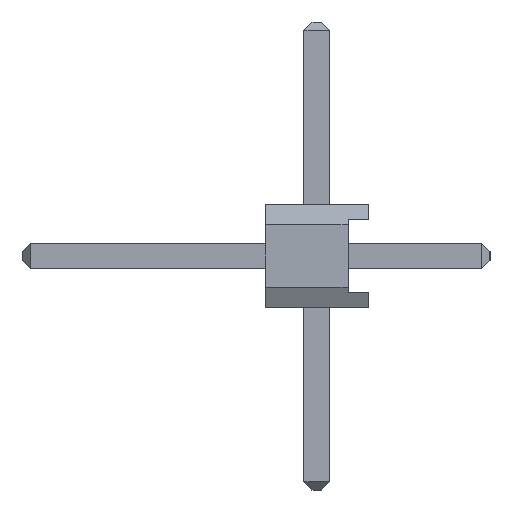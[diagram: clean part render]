
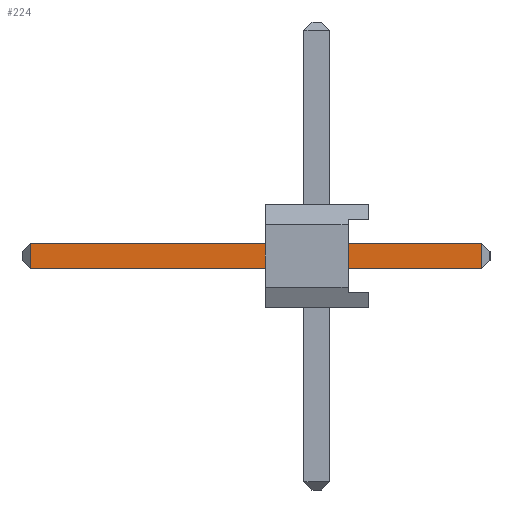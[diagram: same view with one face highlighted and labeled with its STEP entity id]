
A CAD part, left-side view. The second image highlights one B-rep face of the part: STEP entity #224.
In plain terms, the highlighted planar face has unit normal (-1, 0, 0).
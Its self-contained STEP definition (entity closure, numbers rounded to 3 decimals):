
#224 = ADVANCED_FACE( '', ( #589 ), #590, .F. );
#589 = FACE_OUTER_BOUND( '', #1115, .T. );
#590 = PLANE( '', #1116 );
#1115 = EDGE_LOOP( '', ( #1733, #1734, #1735, #1736 ) );
#1116 = AXIS2_PLACEMENT_3D( '', #1737, #1738, #1739 );
#1733 = ORIENTED_EDGE( '', *, *, #3224, .T. );
#1734 = ORIENTED_EDGE( '', *, *, #3225, .T. );
#1735 = ORIENTED_EDGE( '', *, *, #3226, .F. );
#1736 = ORIENTED_EDGE( '', *, *, #3227, .T. );
#1737 = CARTESIAN_POINT( '', ( -0.32, -0.32, 5.77 ) );
#1738 = DIRECTION( '', ( 1., 0., 0. ) );
#1739 = DIRECTION( '', ( 0., 0., -1. ) );
#3224 = EDGE_CURVE( '', #3908, #3891, #3909, .T. );
#3225 = EDGE_CURVE( '', #3891, #3910, #3911, .T. );
#3226 = EDGE_CURVE( '', #3912, #3910, #3913, .T. );
#3227 = EDGE_CURVE( '', #3912, #3908, #3914, .T. );
#3891 = VERTEX_POINT( '', #4868 );
#3908 = VERTEX_POINT( '', #4893 );
#3909 = LINE( '', #4894, #4895 );
#3910 = VERTEX_POINT( '', #4896 );
#3911 = LINE( '', #4897, #4898 );
#3912 = VERTEX_POINT( '', #4899 );
#3913 = LINE( '', #4900, #4901 );
#3914 = LINE( '', #4902, #4903 );
#4868 = CARTESIAN_POINT( '', ( -0.32, 0.32, -5.57 ) );
#4893 = CARTESIAN_POINT( '', ( -0.32, 0.32, 5.57 ) );
#4894 = CARTESIAN_POINT( '', ( -0.32, 0.32, 5.77 ) );
#4895 = VECTOR( '', #6097, 1000. );
#4896 = CARTESIAN_POINT( '', ( -0.32, -0.32, -5.57 ) );
#4897 = CARTESIAN_POINT( '', ( -0.32, -0.32, -5.57 ) );
#4898 = VECTOR( '', #6098, 1000. );
#4899 = CARTESIAN_POINT( '', ( -0.32, -0.32, 5.57 ) );
#4900 = CARTESIAN_POINT( '', ( -0.32, -0.32, 5.77 ) );
#4901 = VECTOR( '', #6099, 1000. );
#4902 = CARTESIAN_POINT( '', ( -0.32, -0.32, 5.57 ) );
#4903 = VECTOR( '', #6100, 1000. );
#6097 = DIRECTION( '', ( 0., 0., -1. ) );
#6098 = DIRECTION( '', ( 0., -1., 0. ) );
#6099 = DIRECTION( '', ( 0., 0., -1. ) );
#6100 = DIRECTION( '', ( 0., 1., 0. ) );
